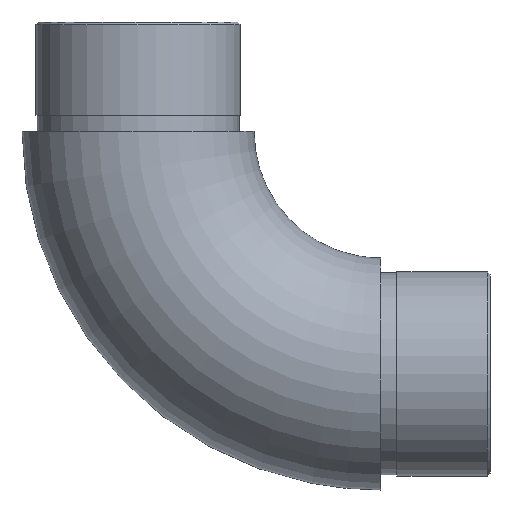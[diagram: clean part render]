
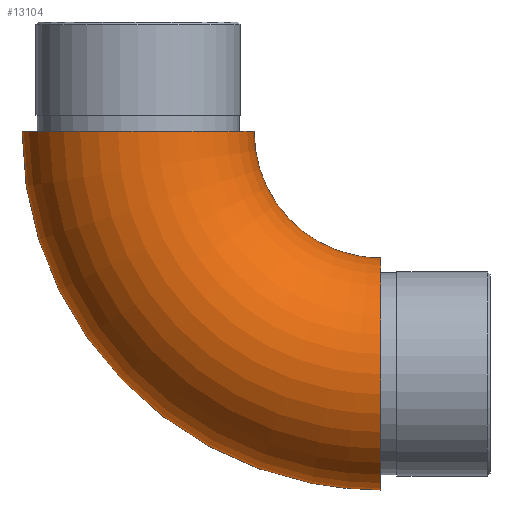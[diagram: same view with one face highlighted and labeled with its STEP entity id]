
A CAD part, left-side view. The second image highlights one B-rep face of the part: STEP entity #13104.
In plain terms, the highlighted toroidal (fillet/blend) face has major radius 44.3 mm and minor radius 21.2 mm.
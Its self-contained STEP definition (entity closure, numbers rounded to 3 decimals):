
#183 = AXIS2_PLACEMENT_3D ( 'NONE', #6999, #3873, #5070 ) ;
#644 = EDGE_LOOP ( 'NONE', ( #10754 ) ) ;
#1074 = CIRCLE ( 'NONE', #1855, 21.2 ) ;
#1855 = AXIS2_PLACEMENT_3D ( 'NONE', #4174, #3027, #5043 ) ;
#1958 = CARTESIAN_POINT ( 'NONE',  ( 0., 0., 42.4 ) ) ;
#3027 = DIRECTION ( 'NONE',  ( 0., 1., 0. ) ) ;
#3105 = CARTESIAN_POINT ( 'NONE',  ( 0., 23.1, 65.5 ) ) ;
#3873 = DIRECTION ( 'NONE',  ( 0., 0., 1. ) ) ;
#4043 = CARTESIAN_POINT ( 'NONE',  ( 0., 0., 65.5 ) ) ;
#4174 = CARTESIAN_POINT ( 'NONE',  ( 0., 0., 21.2 ) ) ;
#5043 = DIRECTION ( 'NONE',  ( 0., 0., 1. ) ) ;
#5070 = DIRECTION ( 'NONE',  ( 0., -1., 0. ) ) ;
#6205 = AXIS2_PLACEMENT_3D ( 'NONE', #4043, #12564, #8196 ) ;
#6357 = TOROIDAL_SURFACE ( 'NONE', #6205, 44.3, 21.2 ) ;
#6812 = EDGE_LOOP ( 'NONE', ( #6975 ) ) ;
#6975 = ORIENTED_EDGE ( 'NONE', *, *, #7236, .T. ) ;
#6999 = CARTESIAN_POINT ( 'NONE',  ( 0., 44.3, 65.5 ) ) ;
#7236 = EDGE_CURVE ( 'NONE', #12616, #12616, #1074, .T. ) ;
#7706 = CIRCLE ( 'NONE', #183, 21.2 ) ;
#8196 = DIRECTION ( 'NONE',  ( 0., 0., 1. ) ) ;
#8987 = FACE_OUTER_BOUND ( 'NONE', #644, .T. ) ;
#9148 = EDGE_CURVE ( 'NONE', #13121, #13121, #7706, .T. ) ;
#10754 = ORIENTED_EDGE ( 'NONE', *, *, #9148, .F. ) ;
#12564 = DIRECTION ( 'NONE',  ( -1., 0., 0. ) ) ;
#12616 = VERTEX_POINT ( 'NONE', #1958 ) ;
#12963 = FACE_OUTER_BOUND ( 'NONE', #6812, .T. ) ;
#13104 = ADVANCED_FACE ( 'NONE', ( #8987, #12963 ), #6357, .T. ) ;
#13121 = VERTEX_POINT ( 'NONE', #3105 ) ;
